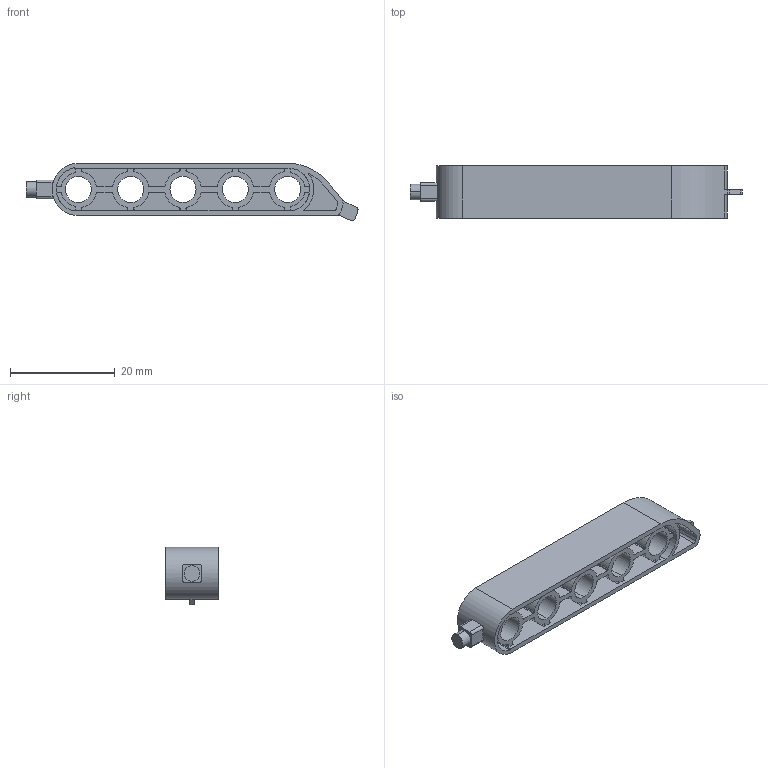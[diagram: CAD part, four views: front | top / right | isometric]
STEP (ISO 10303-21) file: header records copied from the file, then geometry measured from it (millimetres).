
FILE_DESCRIPTION (( 'STEP AP214' ), '1' );
FILE_NAME ('tool for production v2.STEP', '2022-01-23T18:02:39', ( '' ), ( '' ), 'SwSTEP 2.0', 'SolidWorks 2021', '' );
FILE_SCHEMA (( 'AUTOMOTIVE_DESIGN' ));
Length unit declared in the file: millimetre
Products named in the file (1): tool for production v2
Bounding box: 63.43 x 10 x 10.98 mm (x, y, z)
Volume: 2413.8 mm3; surface area: 4776.8 mm2
Topology: 1 solids, 1 shells, 324 faces, 948 edges, 632 vertices
Faces by surface type: cylinder 236, plane 86, bspline 2
Entity records: 11074 total; most frequent: DIRECTION 2070, CARTESIAN_POINT 1951, ORIENTED_EDGE 1896, EDGE_CURVE 948, AXIS2_PLACEMENT_3D 807, VERTEX_POINT 632, CIRCLE 484, LINE 456
